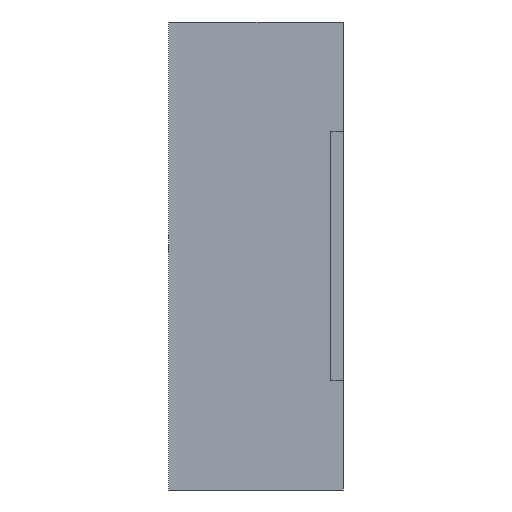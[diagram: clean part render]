
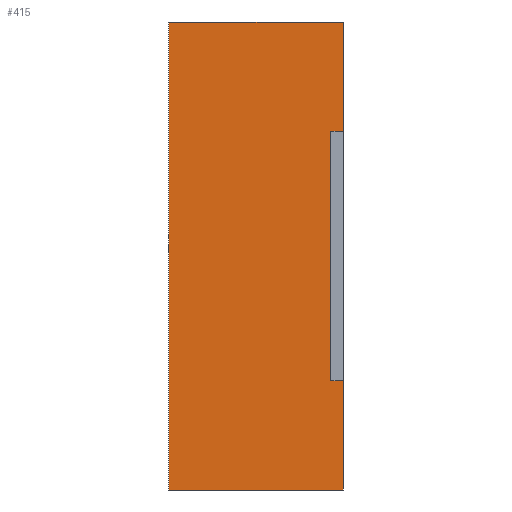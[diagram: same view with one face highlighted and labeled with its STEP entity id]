
A CAD part, left-side view. The second image highlights one B-rep face of the part: STEP entity #415.
In plain terms, the highlighted planar face has unit normal (-1, 0, 0).
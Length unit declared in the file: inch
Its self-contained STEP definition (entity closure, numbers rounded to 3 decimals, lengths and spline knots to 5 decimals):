
#10 = EDGE_CURVE ( 'NONE', #35, #148, #432, .T. ) ;
#16 = VECTOR ( 'NONE', #64, 39.37008 ) ;
#17 = LINE ( 'NONE', #202, #161 ) ;
#22 = CARTESIAN_POINT ( 'NONE',  ( -0.4175, 0.01, -0.1 ) ) ;
#27 = EDGE_CURVE ( 'NONE', #35, #68, #121, .T. ) ;
#32 = LINE ( 'NONE', #444, #16 ) ;
#33 = ORIENTED_EDGE ( 'NONE', *, *, #315, .T. ) ;
#35 = VERTEX_POINT ( 'NONE', #22 ) ;
#37 = EDGE_CURVE ( 'NONE', #223, #186, #17, .T. ) ;
#54 = CARTESIAN_POINT ( 'NONE',  ( -0.4175, 0.14, 0. ) ) ;
#59 = VECTOR ( 'NONE', #115, 39.37008 ) ;
#64 = DIRECTION ( 'NONE',  ( 0., -1., 0. ) ) ;
#65 = VECTOR ( 'NONE', #174, 39.37008 ) ;
#68 = VERTEX_POINT ( 'NONE', #152 ) ;
#105 = CARTESIAN_POINT ( 'NONE',  ( -0.4175, 0., -0.1 ) ) ;
#115 = DIRECTION ( 'NONE',  ( 0., 0., -1. ) ) ;
#121 = LINE ( 'NONE', #405, #139 ) ;
#139 = VECTOR ( 'NONE', #167, 39.37008 ) ;
#141 = CARTESIAN_POINT ( 'NONE',  ( -0.4175, 0., 0. ) ) ;
#148 = VERTEX_POINT ( 'NONE', #105 ) ;
#149 = CARTESIAN_POINT ( 'NONE',  ( -0.4175, 0., -0.1875 ) ) ;
#152 = CARTESIAN_POINT ( 'NONE',  ( -0.4175, 0.01, 0.1 ) ) ;
#156 = ORIENTED_EDGE ( 'NONE', *, *, #388, .T. ) ;
#161 = VECTOR ( 'NONE', #274, 39.37008 ) ;
#167 = DIRECTION ( 'NONE',  ( 0., 0., 1. ) ) ;
#168 = AXIS2_PLACEMENT_3D ( 'NONE', #54, #261, #450 ) ;
#172 = CARTESIAN_POINT ( 'NONE',  ( -0.4175, 0.14, -0.1875 ) ) ;
#174 = DIRECTION ( 'NONE',  ( 0., -1., 0. ) ) ;
#179 = EDGE_CURVE ( 'NONE', #148, #186, #361, .T. ) ;
#181 = ORIENTED_EDGE ( 'NONE', *, *, #325, .F. ) ;
#186 = VERTEX_POINT ( 'NONE', #149 ) ;
#192 = DIRECTION ( 'NONE',  ( 0., 0., 1. ) ) ;
#193 = PLANE ( 'NONE',  #168 ) ;
#202 = CARTESIAN_POINT ( 'NONE',  ( -0.4175, 0.14, -0.1875 ) ) ;
#203 = LINE ( 'NONE', #334, #465 ) ;
#216 = ORIENTED_EDGE ( 'NONE', *, *, #397, .F. ) ;
#223 = VERTEX_POINT ( 'NONE', #172 ) ;
#228 = CARTESIAN_POINT ( 'NONE',  ( -0.4175, 0.14, 0.1875 ) ) ;
#229 = CARTESIAN_POINT ( 'NONE',  ( -0.4175, 0., 0.1 ) ) ;
#261 = DIRECTION ( 'NONE',  ( 1., 0., 0. ) ) ;
#269 = CARTESIAN_POINT ( 'NONE',  ( -0.4175, 0.14, 0. ) ) ;
#274 = DIRECTION ( 'NONE',  ( 0., -1., 0. ) ) ;
#300 = VERTEX_POINT ( 'NONE', #319 ) ;
#305 = ORIENTED_EDGE ( 'NONE', *, *, #10, .F. ) ;
#308 = CARTESIAN_POINT ( 'NONE',  ( -0.4175, 0., 0. ) ) ;
#309 = DIRECTION ( 'NONE',  ( 0., -1., 0. ) ) ;
#315 = EDGE_CURVE ( 'NONE', #68, #367, #32, .T. ) ;
#319 = CARTESIAN_POINT ( 'NONE',  ( -0.4175, 0., 0.1875 ) ) ;
#325 = EDGE_CURVE ( 'NONE', #376, #300, #203, .T. ) ;
#334 = CARTESIAN_POINT ( 'NONE',  ( -0.4175, 0.14, 0.1875 ) ) ;
#361 = LINE ( 'NONE', #141, #59 ) ;
#367 = VERTEX_POINT ( 'NONE', #229 ) ;
#369 = EDGE_LOOP ( 'NONE', ( #305, #378, #33, #156, #181, #216, #440, #452 ) ) ;
#376 = VERTEX_POINT ( 'NONE', #228 ) ;
#378 = ORIENTED_EDGE ( 'NONE', *, *, #27, .T. ) ;
#388 = EDGE_CURVE ( 'NONE', #367, #300, #430, .T. ) ;
#397 = EDGE_CURVE ( 'NONE', #223, #376, #439, .T. ) ;
#405 = CARTESIAN_POINT ( 'NONE',  ( -0.4175, 0.01, 0. ) ) ;
#415 = ADVANCED_FACE ( 'NONE', ( #427 ), #193, .F. ) ;
#421 = DIRECTION ( 'NONE',  ( 0., 0., 1. ) ) ;
#423 = VECTOR ( 'NONE', #421, 39.37008 ) ;
#427 = FACE_OUTER_BOUND ( 'NONE', #369, .T. ) ;
#430 = LINE ( 'NONE', #308, #431 ) ;
#431 = VECTOR ( 'NONE', #192, 39.37008 ) ;
#432 = LINE ( 'NONE', #438, #65 ) ;
#438 = CARTESIAN_POINT ( 'NONE',  ( -0.4175, 0.01, -0.1 ) ) ;
#439 = LINE ( 'NONE', #269, #423 ) ;
#440 = ORIENTED_EDGE ( 'NONE', *, *, #37, .T. ) ;
#444 = CARTESIAN_POINT ( 'NONE',  ( -0.4175, 0.01, 0.1 ) ) ;
#450 = DIRECTION ( 'NONE',  ( 0., 0., -1. ) ) ;
#452 = ORIENTED_EDGE ( 'NONE', *, *, #179, .F. ) ;
#465 = VECTOR ( 'NONE', #309, 39.37008 ) ;
